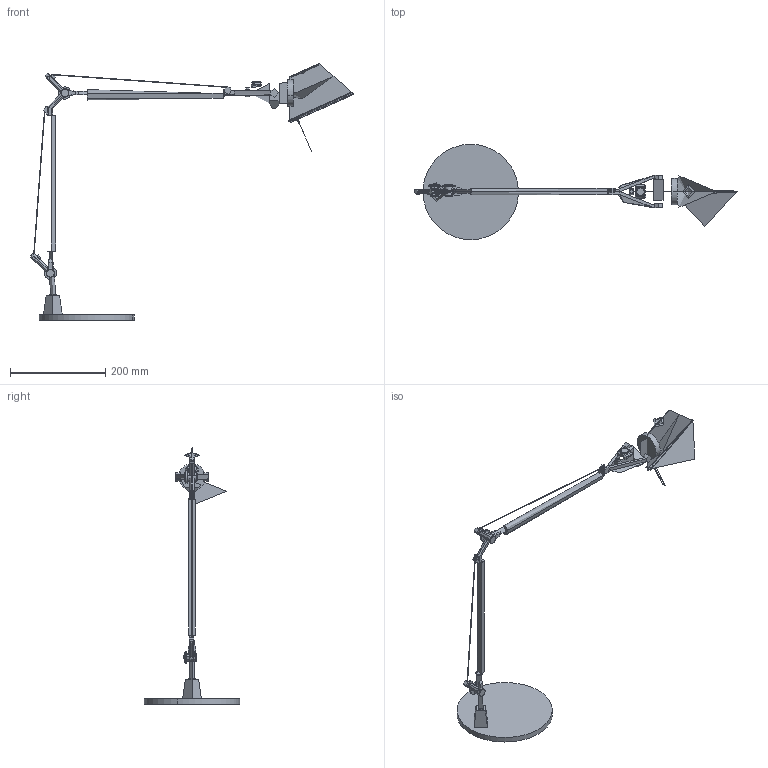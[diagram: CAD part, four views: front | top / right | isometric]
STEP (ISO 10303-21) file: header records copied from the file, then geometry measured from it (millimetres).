
FILE_DESCRIPTION(/* description */ (''),/* implementation_level */ '2;1');
FILE_NAME(/* name */ 'Tolomeo_Tavolo_Mini_Led_3D Ok NoCavo',/* time_stamp */ '2011-10-26T10:56:36+02:00',/* author */ (''),/* organization */ (''),/* preprocessor_version */ 'ST-DEVELOPER v10',/* originating_system */ '',/* authorisation */ '');
FILE_SCHEMA (('CONFIG_CONTROL_DESIGN'));
Length unit declared in the file: millimetre
Products named in the file (1): 1
Bounding box: 676.98 x 199.94 x 538.18 mm (x, y, z)
Volume: 602770.9 mm3; surface area: 227758.8 mm2
Topology: 31 solids, 75 shells, 532 faces, 1466 edges, 1031 vertices
Faces by surface type: bspline 532
Entity records: 20684 total; most frequent: CARTESIAN_POINT 12754, ORIENTED_EDGE 2387, EDGE_CURVE 1375, B_SPLINE_CURVE_WITH_KNOTS 940, VERTEX_POINT 934, EDGE_LOOP 533, ADVANCED_FACE 532, FACE_OUTER_BOUND 532
